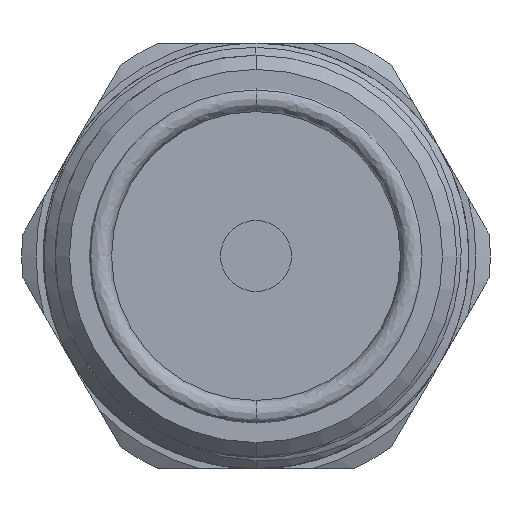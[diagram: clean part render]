
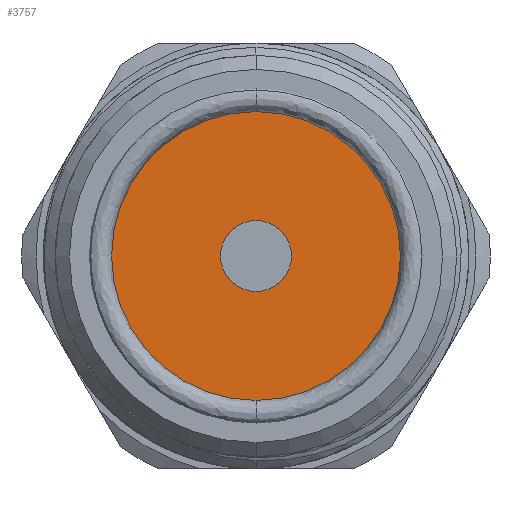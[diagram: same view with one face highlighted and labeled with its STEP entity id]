
A CAD part, front view. The second image highlights one B-rep face of the part: STEP entity #3757.
In plain terms, the highlighted planar face has unit normal (0, -1, 0).
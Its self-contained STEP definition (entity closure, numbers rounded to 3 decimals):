
#246 = DIRECTION ( 'NONE',  ( 0., -1., 0. ) ) ;
#251 = CARTESIAN_POINT ( 'NONE',  ( 0., 15.4, 2.5 ) ) ;
#255 = CARTESIAN_POINT ( 'NONE',  ( 0., 15.4, 0. ) ) ;
#512 = EDGE_LOOP ( 'NONE', ( #3931, #2376 ) ) ;
#685 = DIRECTION ( 'NONE',  ( 0., 0., -1. ) ) ;
#696 = AXIS2_PLACEMENT_3D ( 'NONE', #255, #3244, #685 ) ;
#1053 = DIRECTION ( 'NONE',  ( 0., 1., 0. ) ) ;
#1057 = CIRCLE ( 'NONE', #2142, 2.5 ) ;
#1073 = PLANE ( 'NONE',  #3198 ) ;
#1493 = CARTESIAN_POINT ( 'NONE',  ( 2.5, 15.4, 0. ) ) ;
#1561 = EDGE_CURVE ( 'NONE', #2997, #5336, #1918, .T. ) ;
#1918 = CIRCLE ( 'NONE', #4551, 11.7 ) ;
#2069 = CARTESIAN_POINT ( 'NONE',  ( 0., 15.4, 0. ) ) ;
#2142 = AXIS2_PLACEMENT_3D ( 'NONE', #2809, #246, #3230 ) ;
#2159 = CARTESIAN_POINT ( 'NONE',  ( 0., 15.4, -2.5 ) ) ;
#2246 = VERTEX_POINT ( 'NONE', #251 ) ;
#2314 = FACE_OUTER_BOUND ( 'NONE', #512, .T. ) ;
#2339 = AXIS2_PLACEMENT_3D ( 'NONE', #2422, #5386, #2863 ) ;
#2376 = ORIENTED_EDGE ( 'NONE', *, *, #1561, .T. ) ;
#2422 = CARTESIAN_POINT ( 'NONE',  ( 0., 15.4, 0. ) ) ;
#2497 = DIRECTION ( 'NONE',  ( 0., 0., -1. ) ) ;
#2809 = CARTESIAN_POINT ( 'NONE',  ( 0., 15.4, 0. ) ) ;
#2853 = FACE_BOUND ( 'NONE', #3169, .T. ) ;
#2863 = DIRECTION ( 'NONE',  ( 0., 0., -1. ) ) ;
#2901 = EDGE_CURVE ( 'NONE', #2246, #4840, #1057, .T. ) ;
#2997 = VERTEX_POINT ( 'NONE', #3718 ) ;
#3169 = EDGE_LOOP ( 'NONE', ( #4844, #4035 ) ) ;
#3198 = AXIS2_PLACEMENT_3D ( 'NONE', #1493, #1053, #4898 ) ;
#3230 = DIRECTION ( 'NONE',  ( 0., 0., -1. ) ) ;
#3244 = DIRECTION ( 'NONE',  ( 0., -1., 0. ) ) ;
#3710 = CARTESIAN_POINT ( 'NONE',  ( 0., 15.4, 11.7 ) ) ;
#3718 = CARTESIAN_POINT ( 'NONE',  ( 0., 15.4, -11.7 ) ) ;
#3757 = ADVANCED_FACE ( 'NONE', ( #2853, #2314 ), #1073, .F. ) ;
#3775 = EDGE_CURVE ( 'NONE', #4840, #2246, #4121, .T. ) ;
#3931 = ORIENTED_EDGE ( 'NONE', *, *, #4341, .T. ) ;
#4035 = ORIENTED_EDGE ( 'NONE', *, *, #2901, .F. ) ;
#4121 = CIRCLE ( 'NONE', #2339, 2.5 ) ;
#4341 = EDGE_CURVE ( 'NONE', #5336, #2997, #4449, .T. ) ;
#4449 = CIRCLE ( 'NONE', #696, 11.7 ) ;
#4551 = AXIS2_PLACEMENT_3D ( 'NONE', #2069, #5040, #2497 ) ;
#4840 = VERTEX_POINT ( 'NONE', #2159 ) ;
#4844 = ORIENTED_EDGE ( 'NONE', *, *, #3775, .F. ) ;
#4898 = DIRECTION ( 'NONE',  ( 0., 0., 1. ) ) ;
#5040 = DIRECTION ( 'NONE',  ( 0., -1., 0. ) ) ;
#5336 = VERTEX_POINT ( 'NONE', #3710 ) ;
#5386 = DIRECTION ( 'NONE',  ( 0., -1., 0. ) ) ;
